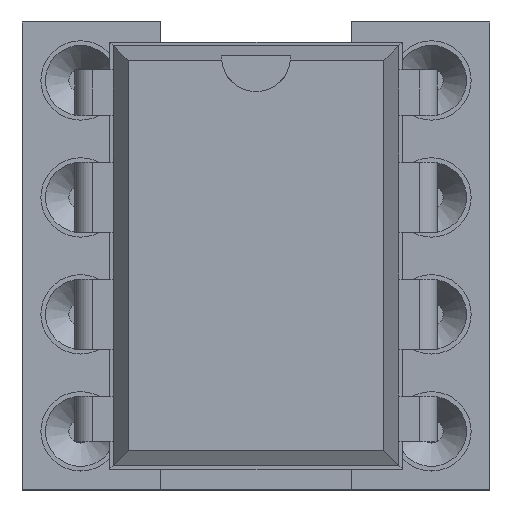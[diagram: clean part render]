
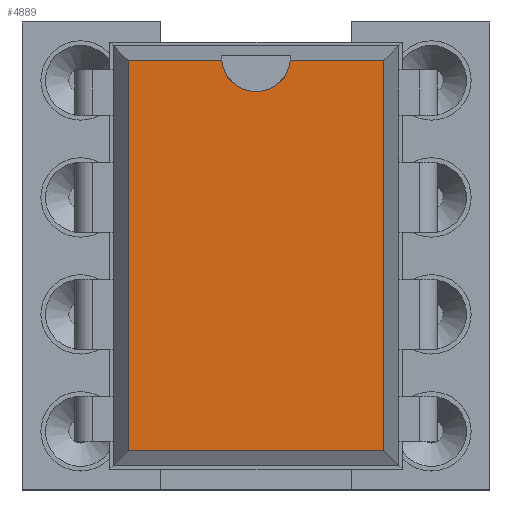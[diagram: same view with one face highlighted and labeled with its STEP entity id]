
A CAD part, top view. The second image highlights one B-rep face of the part: STEP entity #4889.
In plain terms, the highlighted planar face has unit normal (0, 0, 1).
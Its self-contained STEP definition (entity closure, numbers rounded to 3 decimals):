
#293=CIRCLE('',#5340,0.75);
#536=FACE_OUTER_BOUND('',#853,.T.);
#853=EDGE_LOOP('',(#4035,#4036,#4037,#4038,#4039,#4040));
#1211=LINE('',#7701,#1699);
#1278=LINE('',#7835,#1766);
#1280=LINE('',#7842,#1768);
#1286=LINE('',#7850,#1774);
#1351=LINE('',#7980,#1839);
#1699=VECTOR('',#6375,1.);
#1766=VECTOR('',#6492,1.);
#1768=VECTOR('',#6498,1.);
#1774=VECTOR('',#6506,1.);
#1839=VECTOR('',#6621,1.);
#2179=VERTEX_POINT('',#7698);
#2180=VERTEX_POINT('',#7700);
#2221=VERTEX_POINT('',#7832);
#2222=VERTEX_POINT('',#7834);
#2225=VERTEX_POINT('',#7840);
#2226=VERTEX_POINT('',#7848);
#2734=EDGE_CURVE('',#2180,#2179,#1211,.T.);
#2801=EDGE_CURVE('',#2222,#2221,#1278,.T.);
#2805=EDGE_CURVE('',#2179,#2225,#1280,.T.);
#2811=EDGE_CURVE('',#2221,#2226,#1286,.T.);
#2876=EDGE_CURVE('',#2226,#2180,#1351,.T.);
#2877=EDGE_CURVE('',#2225,#2222,#293,.T.);
#4035=ORIENTED_EDGE('',*,*,#2734,.T.);
#4036=ORIENTED_EDGE('',*,*,#2805,.T.);
#4037=ORIENTED_EDGE('',*,*,#2877,.T.);
#4038=ORIENTED_EDGE('',*,*,#2801,.T.);
#4039=ORIENTED_EDGE('',*,*,#2811,.T.);
#4040=ORIENTED_EDGE('',*,*,#2876,.T.);
#4336=PLANE('',#5339);
#4889=ADVANCED_FACE('',(#536),#4336,.F.);
#5339=AXIS2_PLACEMENT_3D('',#7981,#6622,#6623);
#5340=AXIS2_PLACEMENT_3D('',#7982,#6624,#6625);
#6375=DIRECTION('',(0.,1.,0.));
#6492=DIRECTION('',(-1.,0.,0.));
#6498=DIRECTION('',(-1.,0.,0.));
#6506=DIRECTION('',(0.,-1.,0.));
#6621=DIRECTION('',(1.,0.,0.));
#6622=DIRECTION('center_axis',(0.,0.,-1.));
#6623=DIRECTION('ref_axis',(-0.548,0.836,0.));
#6624=DIRECTION('center_axis',(0.,0.,-1.));
#6625=DIRECTION('ref_axis',(0.,-1.,0.));
#7698=CARTESIAN_POINT('',(6.586,0.426,3.68));
#7700=CARTESIAN_POINT('',(6.586,-8.046,3.68));
#7701=CARTESIAN_POINT('',(6.586,-8.046,3.68));
#7832=CARTESIAN_POINT('',(1.034,0.426,3.68));
#7834=CARTESIAN_POINT('',(3.064,0.426,3.68));
#7835=CARTESIAN_POINT('',(6.586,0.426,3.68));
#7840=CARTESIAN_POINT('',(4.556,0.426,3.68));
#7842=CARTESIAN_POINT('',(6.586,0.426,3.68));
#7848=CARTESIAN_POINT('',(1.034,-8.046,3.68));
#7850=CARTESIAN_POINT('',(1.034,0.426,3.68));
#7980=CARTESIAN_POINT('',(1.034,-8.046,3.68));
#7981=CARTESIAN_POINT('Origin',(6.586,-8.046,3.68));
#7982=CARTESIAN_POINT('Origin',(3.81,0.501,3.68));
